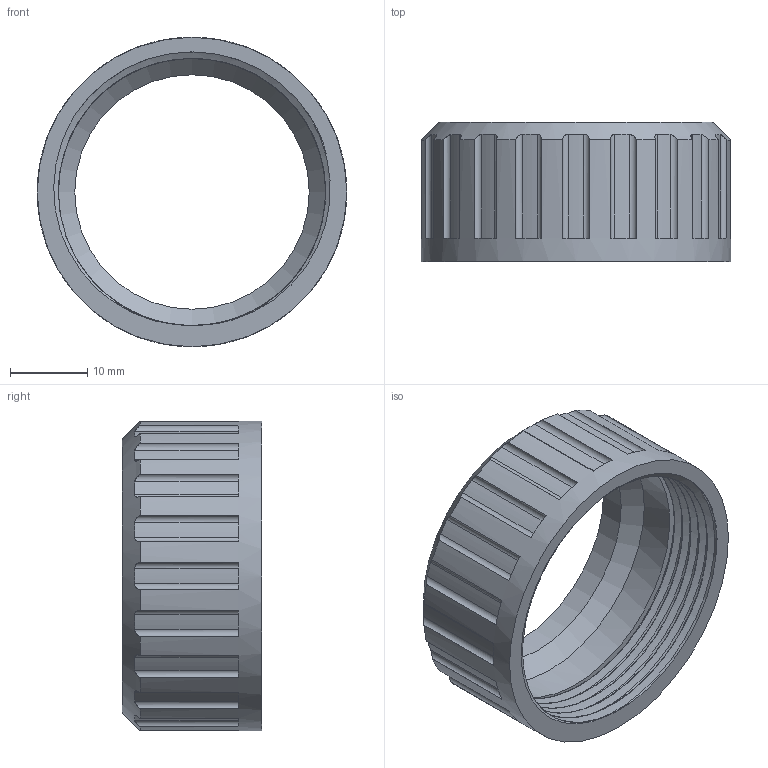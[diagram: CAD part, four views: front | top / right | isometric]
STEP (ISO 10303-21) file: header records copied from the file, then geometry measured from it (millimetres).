
FILE_DESCRIPTION(/* description */ (''),/* implementation_level */ '2;1');
FILE_NAME(/* name */ '33. Battery Stock Ring.step',/* time_stamp */ '2023-09-05T19:31:01+01:00',/* author */ (''),/* organization */ (''),/* preprocessor_version */ 'ST-DEVELOPER v20',/* originating_system */ 'Autodesk Translation Framework v12.9.0.99',/* authorisation */ '');
FILE_SCHEMA (('AUTOMOTIVE_DESIGN { 1 0 10303 214 3 1 1 }'));
Length unit declared in the file: millimetre
Products named in the file (1): 33. Battery Stock Ring
Bounding box: 40 x 18 x 40 mm (x, y, z)
Volume: 5332.1 mm3; surface area: 5736.7 mm2
Topology: 1 solids, 1 shells, 142 faces, 419 edges, 279 vertices
Faces by surface type: cylinder 75, plane 63, cone 2, bspline 2
Full cylindrical faces by diameter (mm): 30.3 x1, 34.526 x6, 36.208 x4, 40 x1
Entity records: 6986 total; most frequent: CARTESIAN_POINT 3161, ORIENTED_EDGE 838, DIRECTION 764, EDGE_CURVE 419, VERTEX_POINT 279, AXIS2_PLACEMENT_3D 274, LINE 216, VECTOR 216
